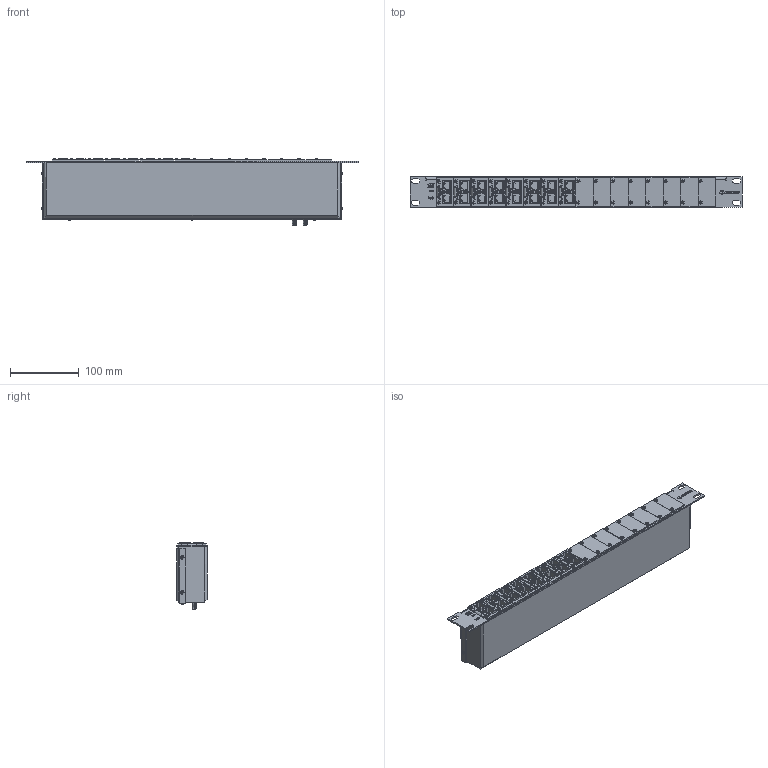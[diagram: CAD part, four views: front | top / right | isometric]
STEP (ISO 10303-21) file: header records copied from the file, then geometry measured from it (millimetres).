
FILE_DESCRIPTION (( 'STEP AP214' ), '1' );
FILE_NAME ('1101-987-E.STEP', '2019-01-16T22:49:10', ( '' ), ( '' ), 'SwSTEP 2.0', 'SolidWorks 2018', '' );
FILE_SCHEMA (( 'AUTOMOTIVE_DESIGN' ));
Length unit declared in the file: inch
Products named in the file (120): 2004-172^2004-172-5; 121-500-001; 2500-286; 2102-311; 2102-306; PEM SO-440-10 ZI--S; 2004-172-5; 1000-1268-F1.25; PEM FH-0420-8; 2004-172-4; 1000-1254 Base^1000-1254_Base_1000-1254; 1101-987-E; 2003-2561; 1000-1254 top^1000-1254; 2003-1052; 1000-1254_Base^1000-1254; PEM SO-440-10 ZI--S_PEM SO-440-10 ZI--S; 2250-916-F1.25; 121-500-001_.175 Mat''l Thickness; 1000-1254
Assembly tree (118 placements, depth 4):
  2004-172^2004-172-5
  121-500-001
  2500-286
  2004-172^2004-172-5
  PEM SO-440-10 ZI--S
Bounding box: 482.6 x 44.5 x 97.22 mm (x, y, z)
Volume: 296022.6 mm3; surface area: 310815.6 mm2
Topology: 100 solids, 100 shells, 10880 faces, 28484 edges, 18460 vertices
Faces by surface type: plane 5116, cylinder 3274, bspline 1240, cone 892, torus 294, sphere 64
Entity records: 109369 total; most frequent: CARTESIAN_POINT 40467, ORIENTED_EDGE 11166, DIRECTION 9005, EDGE_CURVE 5583, LINE 3679, VECTOR 3679, VERTEX_POINT 3594, AXIS2_PLACEMENT_3D 2663
